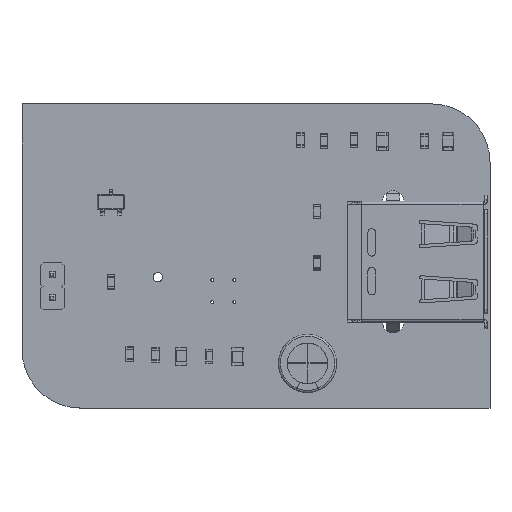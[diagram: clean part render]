
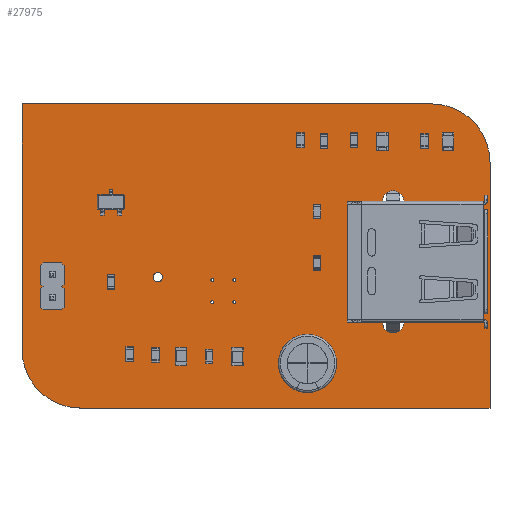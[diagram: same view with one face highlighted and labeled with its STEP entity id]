
A CAD part, top view. The second image highlights one B-rep face of the part: STEP entity #27975.
In plain terms, the highlighted planar face has unit normal (0, 0, 1).
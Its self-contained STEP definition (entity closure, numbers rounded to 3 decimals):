
#27679 = VERTEX_POINT('',#27680);
#27680 = CARTESIAN_POINT('',(132.08,-89.535,1.6));
#27686 = EDGE_CURVE('',#27679,#27687,#27689,.T.);
#27687 = VERTEX_POINT('',#27688);
#27688 = CARTESIAN_POINT('',(138.43,-95.885,1.6));
#27689 = CIRCLE('',#27690,6.35);
#27690 = AXIS2_PLACEMENT_3D('',#27691,#27692,#27693);
#27691 = CARTESIAN_POINT('',(132.08,-95.885,1.6));
#27692 = DIRECTION('',(0.,0.,-1.));
#27693 = DIRECTION('',(0.,1.,0.));
#27721 = VERTEX_POINT('',#27722);
#27722 = CARTESIAN_POINT('',(87.63,-89.535,1.6));
#27728 = EDGE_CURVE('',#27721,#27679,#27729,.T.);
#27729 = LINE('',#27730,#27731);
#27730 = CARTESIAN_POINT('',(87.63,-89.535,1.6));
#27731 = VECTOR('',#27732,1.);
#27732 = DIRECTION('',(1.,0.,0.));
#27750 = EDGE_CURVE('',#27687,#27751,#27753,.T.);
#27751 = VERTEX_POINT('',#27752);
#27752 = CARTESIAN_POINT('',(138.43,-122.555,1.6));
#27753 = LINE('',#27754,#27755);
#27754 = CARTESIAN_POINT('',(138.43,-95.885,1.6));
#27755 = VECTOR('',#27756,1.);
#27756 = DIRECTION('',(0.,-1.,0.));
#27975 = ADVANCED_FACE('',(#27976,#28004,#28015,#28026,#28037,#28048,
    #28059,#28070,#28081,#28092,#28103,#28114,#28125,#28136,#28147,
    #28158),#28169,.T.);
#27976 = FACE_BOUND('',#27977,.T.);
#27977 = EDGE_LOOP('',(#27978,#27979,#27980,#27988,#27997,#28003));
#27978 = ORIENTED_EDGE('',*,*,#27686,.F.);
#27979 = ORIENTED_EDGE('',*,*,#27728,.F.);
#27980 = ORIENTED_EDGE('',*,*,#27981,.F.);
#27981 = EDGE_CURVE('',#27982,#27721,#27984,.T.);
#27982 = VERTEX_POINT('',#27983);
#27983 = CARTESIAN_POINT('',(87.63,-116.205,1.6));
#27984 = LINE('',#27985,#27986);
#27985 = CARTESIAN_POINT('',(87.63,-116.205,1.6));
#27986 = VECTOR('',#27987,1.);
#27987 = DIRECTION('',(0.,1.,0.));
#27988 = ORIENTED_EDGE('',*,*,#27989,.F.);
#27989 = EDGE_CURVE('',#27990,#27982,#27992,.T.);
#27990 = VERTEX_POINT('',#27991);
#27991 = CARTESIAN_POINT('',(93.98,-122.555,1.6));
#27992 = CIRCLE('',#27993,6.35);
#27993 = AXIS2_PLACEMENT_3D('',#27994,#27995,#27996);
#27994 = CARTESIAN_POINT('',(93.98,-116.205,1.6));
#27995 = DIRECTION('',(0.,0.,-1.));
#27996 = DIRECTION('',(0.,-1.,-0.));
#27997 = ORIENTED_EDGE('',*,*,#27998,.F.);
#27998 = EDGE_CURVE('',#27751,#27990,#27999,.T.);
#27999 = LINE('',#28000,#28001);
#28000 = CARTESIAN_POINT('',(138.43,-122.555,1.6));
#28001 = VECTOR('',#28002,1.);
#28002 = DIRECTION('',(-1.,0.,0.));
#28003 = ORIENTED_EDGE('',*,*,#27750,.F.);
#28004 = FACE_BOUND('',#28005,.T.);
#28005 = EDGE_LOOP('',(#28006));
#28006 = ORIENTED_EDGE('',*,*,#28007,.T.);
#28007 = EDGE_CURVE('',#28008,#28008,#28010,.T.);
#28008 = VERTEX_POINT('',#28009);
#28009 = CARTESIAN_POINT('',(90.932,-111.112,1.6));
#28010 = CIRCLE('',#28011,0.5);
#28011 = AXIS2_PLACEMENT_3D('',#28012,#28013,#28014);
#28012 = CARTESIAN_POINT('',(90.932,-110.612,1.6));
#28013 = DIRECTION('',(-0.,0.,-1.));
#28014 = DIRECTION('',(-0.,-1.,0.));
#28015 = FACE_BOUND('',#28016,.T.);
#28016 = EDGE_LOOP('',(#28017));
#28017 = ORIENTED_EDGE('',*,*,#28018,.T.);
#28018 = EDGE_CURVE('',#28019,#28019,#28021,.T.);
#28019 = VERTEX_POINT('',#28020);
#28020 = CARTESIAN_POINT('',(108.274,-111.205,1.6));
#28021 = CIRCLE('',#28022,0.15);
#28022 = AXIS2_PLACEMENT_3D('',#28023,#28024,#28025);
#28023 = CARTESIAN_POINT('',(108.274,-111.055,1.6));
#28024 = DIRECTION('',(-0.,0.,-1.));
#28025 = DIRECTION('',(-0.,-1.,0.));
#28026 = FACE_BOUND('',#28027,.T.);
#28027 = EDGE_LOOP('',(#28028));
#28028 = ORIENTED_EDGE('',*,*,#28029,.T.);
#28029 = EDGE_CURVE('',#28030,#28030,#28032,.T.);
#28030 = VERTEX_POINT('',#28031);
#28031 = CARTESIAN_POINT('',(118.618,-119.359,1.6));
#28032 = CIRCLE('',#28033,0.4);
#28033 = AXIS2_PLACEMENT_3D('',#28034,#28035,#28036);
#28034 = CARTESIAN_POINT('',(118.618,-118.959,1.6));
#28035 = DIRECTION('',(-0.,0.,-1.));
#28036 = DIRECTION('',(-0.,-1.,0.));
#28037 = FACE_BOUND('',#28038,.T.);
#28038 = EDGE_LOOP('',(#28039));
#28039 = ORIENTED_EDGE('',*,*,#28040,.T.);
#28040 = EDGE_CURVE('',#28041,#28041,#28043,.T.);
#28041 = VERTEX_POINT('',#28042);
#28042 = CARTESIAN_POINT('',(118.618,-116.859,1.6));
#28043 = CIRCLE('',#28044,0.4);
#28044 = AXIS2_PLACEMENT_3D('',#28045,#28046,#28047);
#28045 = CARTESIAN_POINT('',(118.618,-116.459,1.6));
#28046 = DIRECTION('',(-0.,0.,-1.));
#28047 = DIRECTION('',(-0.,-1.,0.));
#28048 = FACE_BOUND('',#28049,.T.);
#28049 = EDGE_LOOP('',(#28050));
#28050 = ORIENTED_EDGE('',*,*,#28051,.T.);
#28051 = EDGE_CURVE('',#28052,#28052,#28054,.T.);
#28052 = VERTEX_POINT('',#28053);
#28053 = CARTESIAN_POINT('',(110.674,-111.205,1.6));
#28054 = CIRCLE('',#28055,0.15);
#28055 = AXIS2_PLACEMENT_3D('',#28056,#28057,#28058);
#28056 = CARTESIAN_POINT('',(110.674,-111.055,1.6));
#28057 = DIRECTION('',(-0.,0.,-1.));
#28058 = DIRECTION('',(-0.,-1.,0.));
#28059 = FACE_BOUND('',#28060,.T.);
#28060 = EDGE_LOOP('',(#28061));
#28061 = ORIENTED_EDGE('',*,*,#28062,.T.);
#28062 = EDGE_CURVE('',#28063,#28063,#28065,.T.);
#28063 = VERTEX_POINT('',#28064);
#28064 = CARTESIAN_POINT('',(127.906,-114.4,1.6));
#28065 = CIRCLE('',#28066,1.15);
#28066 = AXIS2_PLACEMENT_3D('',#28067,#28068,#28069);
#28067 = CARTESIAN_POINT('',(127.906,-113.25,1.6));
#28068 = DIRECTION('',(-0.,0.,-1.));
#28069 = DIRECTION('',(-0.,-1.,0.));
#28070 = FACE_BOUND('',#28071,.T.);
#28071 = EDGE_LOOP('',(#28072));
#28072 = ORIENTED_EDGE('',*,*,#28073,.T.);
#28073 = EDGE_CURVE('',#28074,#28074,#28076,.T.);
#28074 = VERTEX_POINT('',#28075);
#28075 = CARTESIAN_POINT('',(125.196,-110.655,1.6));
#28076 = CIRCLE('',#28077,0.475);
#28077 = AXIS2_PLACEMENT_3D('',#28078,#28079,#28080);
#28078 = CARTESIAN_POINT('',(125.196,-110.18,1.6));
#28079 = DIRECTION('',(-0.,0.,-1.));
#28080 = DIRECTION('',(-0.,-1.,0.));
#28081 = FACE_BOUND('',#28082,.T.);
#28082 = EDGE_LOOP('',(#28083));
#28083 = ORIENTED_EDGE('',*,*,#28084,.T.);
#28084 = EDGE_CURVE('',#28085,#28085,#28087,.T.);
#28085 = VERTEX_POINT('',#28086);
#28086 = CARTESIAN_POINT('',(90.932,-108.572,1.6));
#28087 = CIRCLE('',#28088,0.5);
#28088 = AXIS2_PLACEMENT_3D('',#28089,#28090,#28091);
#28089 = CARTESIAN_POINT('',(90.932,-108.072,1.6));
#28090 = DIRECTION('',(-0.,0.,-1.));
#28091 = DIRECTION('',(-0.,-1.,0.));
#28092 = FACE_BOUND('',#28093,.T.);
#28093 = EDGE_LOOP('',(#28094));
#28094 = ORIENTED_EDGE('',*,*,#28095,.T.);
#28095 = EDGE_CURVE('',#28096,#28096,#28098,.T.);
#28096 = VERTEX_POINT('',#28097);
#28097 = CARTESIAN_POINT('',(102.362,-108.831,1.6));
#28098 = CIRCLE('',#28099,0.5);
#28099 = AXIS2_PLACEMENT_3D('',#28100,#28101,#28102);
#28100 = CARTESIAN_POINT('',(102.362,-108.331,1.6));
#28101 = DIRECTION('',(-0.,0.,-1.));
#28102 = DIRECTION('',(-0.,-1.,0.));
#28103 = FACE_BOUND('',#28104,.T.);
#28104 = EDGE_LOOP('',(#28105));
#28105 = ORIENTED_EDGE('',*,*,#28106,.T.);
#28106 = EDGE_CURVE('',#28107,#28107,#28109,.T.);
#28107 = VERTEX_POINT('',#28108);
#28108 = CARTESIAN_POINT('',(108.274,-108.805,1.6));
#28109 = CIRCLE('',#28110,0.15);
#28110 = AXIS2_PLACEMENT_3D('',#28111,#28112,#28113);
#28111 = CARTESIAN_POINT('',(108.274,-108.655,1.6));
#28112 = DIRECTION('',(-0.,0.,-1.));
#28113 = DIRECTION('',(-0.,-1.,0.));
#28114 = FACE_BOUND('',#28115,.T.);
#28115 = EDGE_LOOP('',(#28116));
#28116 = ORIENTED_EDGE('',*,*,#28117,.T.);
#28117 = EDGE_CURVE('',#28118,#28118,#28120,.T.);
#28118 = VERTEX_POINT('',#28119);
#28119 = CARTESIAN_POINT('',(110.674,-108.805,1.6));
#28120 = CIRCLE('',#28121,0.15);
#28121 = AXIS2_PLACEMENT_3D('',#28122,#28123,#28124);
#28122 = CARTESIAN_POINT('',(110.674,-108.655,1.6));
#28123 = DIRECTION('',(-0.,0.,-1.));
#28124 = DIRECTION('',(-0.,-1.,0.));
#28125 = FACE_BOUND('',#28126,.T.);
#28126 = EDGE_LOOP('',(#28127));
#28127 = ORIENTED_EDGE('',*,*,#28128,.T.);
#28128 = EDGE_CURVE('',#28129,#28129,#28131,.T.);
#28129 = VERTEX_POINT('',#28130);
#28130 = CARTESIAN_POINT('',(125.196,-108.155,1.6));
#28131 = CIRCLE('',#28132,0.475);
#28132 = AXIS2_PLACEMENT_3D('',#28133,#28134,#28135);
#28133 = CARTESIAN_POINT('',(125.196,-107.68,1.6));
#28134 = DIRECTION('',(-0.,0.,-1.));
#28135 = DIRECTION('',(-0.,-1.,0.));
#28136 = FACE_BOUND('',#28137,.T.);
#28137 = EDGE_LOOP('',(#28138));
#28138 = ORIENTED_EDGE('',*,*,#28139,.T.);
#28139 = EDGE_CURVE('',#28140,#28140,#28142,.T.);
#28140 = VERTEX_POINT('',#28141);
#28141 = CARTESIAN_POINT('',(125.196,-106.155,1.6));
#28142 = CIRCLE('',#28143,0.475);
#28143 = AXIS2_PLACEMENT_3D('',#28144,#28145,#28146);
#28144 = CARTESIAN_POINT('',(125.196,-105.68,1.6));
#28145 = DIRECTION('',(-0.,0.,-1.));
#28146 = DIRECTION('',(-0.,-1.,0.));
#28147 = FACE_BOUND('',#28148,.T.);
#28148 = EDGE_LOOP('',(#28149));
#28149 = ORIENTED_EDGE('',*,*,#28150,.T.);
#28150 = EDGE_CURVE('',#28151,#28151,#28153,.T.);
#28151 = VERTEX_POINT('',#28152);
#28152 = CARTESIAN_POINT('',(125.196,-103.655,1.6));
#28153 = CIRCLE('',#28154,0.475);
#28154 = AXIS2_PLACEMENT_3D('',#28155,#28156,#28157);
#28155 = CARTESIAN_POINT('',(125.196,-103.18,1.6));
#28156 = DIRECTION('',(-0.,0.,-1.));
#28157 = DIRECTION('',(-0.,-1.,0.));
#28158 = FACE_BOUND('',#28159,.T.);
#28159 = EDGE_LOOP('',(#28160));
#28160 = ORIENTED_EDGE('',*,*,#28161,.T.);
#28161 = EDGE_CURVE('',#28162,#28162,#28164,.T.);
#28162 = VERTEX_POINT('',#28163);
#28163 = CARTESIAN_POINT('',(127.906,-101.26,1.6));
#28164 = CIRCLE('',#28165,1.15);
#28165 = AXIS2_PLACEMENT_3D('',#28166,#28167,#28168);
#28166 = CARTESIAN_POINT('',(127.906,-100.11,1.6));
#28167 = DIRECTION('',(-0.,0.,-1.));
#28168 = DIRECTION('',(-0.,-1.,0.));
#28169 = PLANE('',#28170);
#28170 = AXIS2_PLACEMENT_3D('',#28171,#28172,#28173);
#28171 = CARTESIAN_POINT('',(0.,0.,1.6));
#28172 = DIRECTION('',(0.,0.,1.));
#28173 = DIRECTION('',(1.,0.,-0.));
